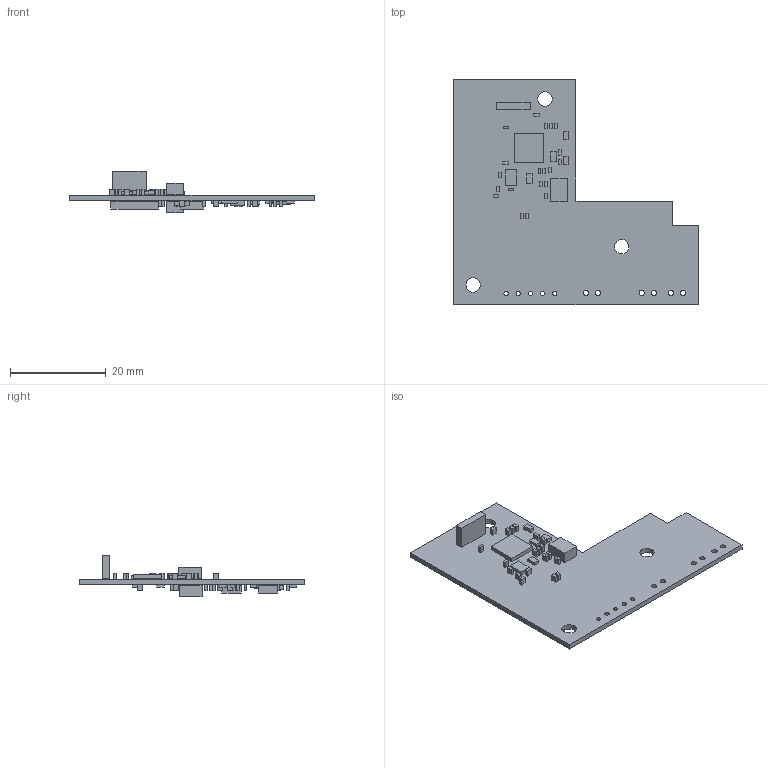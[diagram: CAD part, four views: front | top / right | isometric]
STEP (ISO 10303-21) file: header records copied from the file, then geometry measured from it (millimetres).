
FILE_DESCRIPTION(('Open CASCADE Model'),'2;1');
FILE_NAME('Open CASCADE Shape Model','2014-11-28T02:58:47',('Author'),( 'Open CASCADE'),'Open CASCADE STEP processor 6.2','Open CASCADE 6.2' ,'Unknown');
FILE_SCHEMA(('AUTOMOTIVE_DESIGN { 1 0 10303 214 1 1 1 1 }'));
Length unit declared in the file: millimetre
Products named in the file (117): PCB; Board; B1ase_flap; 415909904; Extruded; BQ1ase_flap; 416497424; BQ2ase_flap; 643918608; C1ase_flap; 414965312; C2ase_flap; 421039648; C3ase_flap; C4ase_flap; C5ase_flap; C6ase_flap; C7ase_flap; C8ase_flap; C9ase_flap; C10ase_flap; C11ase_flap; C12ase_flap; C13ase_flap; C14ase_flap; C15ase_flap; C16ase_flap; C17ase_flap; C18ase_flap; C19ase_flap; C20ase_flap; C21ase_flap; C22ase_flap; C23ase_flap; C24ase_flap; C25ase_flap; C26ase_flap; D1ase_flap; 421038880; D2ase_flap ...
Assembly tree (165 placements, depth 4):
  PCB
    Board
    B1ase_flap
      415909904
        Extruded
    BQ1ase_flap
      416497424
        Extruded
    BQ2ase_flap
      643918608
        Extruded
    C1ase_flap
      414965312
        Extruded
    C2ase_flap
      421039648
        Extruded
    C3ase_flap
      421039648
        Extruded
    C4ase_flap
      421039648
        Extruded
    C5ase_flap
      421039648
        Extruded
    C6ase_flap
      421039648
        Extruded
    C7ase_flap
      421039648
        Extruded
    C8ase_flap
      414965312
        Extruded
    C9ase_flap
      414965312
        Extruded
    C10ase_flap
      421039648
        Extruded
    C11ase_flap
      421039648
        Extruded
    C12ase_flap
      421039648
        Extruded
    C13ase_flap
      421039648
        Extruded
    C14ase_flap
      421039648
        Extruded
    C15ase_flap
      421039648
        Extruded
    C16ase_flap
      414965312
        Extruded
    C17ase_flap
Bounding box: 51.05 x 46.99 x 8.6 mm (x, y, z)
Volume: 2217.8 mm3; surface area: 4710.1 mm2
Topology: 72 solids, 72 shells, 450 faces, 918 edges, 612 vertices
Faces by surface type: plane 436, cylinder 14
Full cylindrical faces by diameter (mm): 0.9 x5, 1.1 x6, 3 x3
Entity records: 11146 total; most frequent: DIRECTION 1662, CARTESIAN_POINT 1532, LINE 934, VECTOR 934, ORIENTED_EDGE 660, PCURVE 660, DEFINITIONAL_REPRESENTATION 660, AXIS2_PLACEMENT_3D 350
